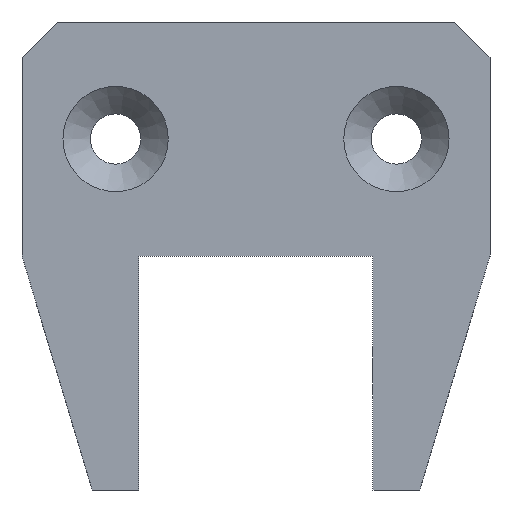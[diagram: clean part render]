
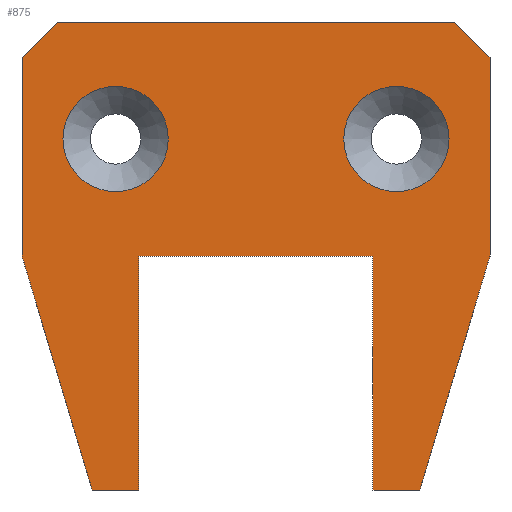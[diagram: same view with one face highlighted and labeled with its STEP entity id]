
A CAD part, left-side view. The second image highlights one B-rep face of the part: STEP entity #875.
In plain terms, the highlighted planar face has unit normal (-1, 0, 0).
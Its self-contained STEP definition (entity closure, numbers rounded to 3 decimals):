
#35=CIRCLE('',#941,4.5);
#37=CIRCLE('',#945,4.5);
#204=ORIENTED_EDGE('',*,*,#382,.F.);
#205=ORIENTED_EDGE('',*,*,#378,.F.);
#206=ORIENTED_EDGE('',*,*,#392,.F.);
#207=ORIENTED_EDGE('',*,*,#391,.F.);
#208=ORIENTED_EDGE('',*,*,#388,.F.);
#209=ORIENTED_EDGE('',*,*,#332,.F.);
#210=ORIENTED_EDGE('',*,*,#340,.T.);
#211=ORIENTED_EDGE('',*,*,#329,.T.);
#212=ORIENTED_EDGE('',*,*,#318,.T.);
#213=ORIENTED_EDGE('',*,*,#324,.T.);
#214=ORIENTED_EDGE('',*,*,#313,.T.);
#215=ORIENTED_EDGE('',*,*,#285,.T.);
#216=ORIENTED_EDGE('',*,*,#349,.T.);
#217=ORIENTED_EDGE('',*,*,#334,.T.);
#285=EDGE_CURVE('',#408,#407,#483,.T.);
#313=EDGE_CURVE('',#431,#408,#506,.T.);
#318=EDGE_CURVE('',#434,#435,#510,.T.);
#324=EDGE_CURVE('',#435,#431,#516,.T.);
#329=EDGE_CURVE('',#438,#434,#521,.T.);
#332=EDGE_CURVE('',#443,#442,#524,.T.);
#334=EDGE_CURVE('',#445,#444,#526,.T.);
#340=EDGE_CURVE('',#443,#438,#532,.T.);
#349=EDGE_CURVE('',#407,#445,#541,.T.);
#378=EDGE_CURVE('',#472,#472,#35,.T.);
#382=EDGE_CURVE('',#474,#474,#37,.T.);
#388=EDGE_CURVE('',#442,#477,#570,.T.);
#391=EDGE_CURVE('',#477,#478,#573,.T.);
#392=EDGE_CURVE('',#478,#444,#574,.T.);
#407=VERTEX_POINT('',#1205);
#408=VERTEX_POINT('',#1207);
#431=VERTEX_POINT('',#1263);
#434=VERTEX_POINT('',#1272);
#435=VERTEX_POINT('',#1273);
#438=VERTEX_POINT('',#1286);
#442=VERTEX_POINT('',#1296);
#443=VERTEX_POINT('',#1298);
#444=VERTEX_POINT('',#1302);
#445=VERTEX_POINT('',#1304);
#472=VERTEX_POINT('',#1388);
#474=VERTEX_POINT('',#1396);
#477=VERTEX_POINT('',#1408);
#478=VERTEX_POINT('',#1412);
#483=LINE('',#1206,#589);
#506=LINE('',#1262,#612);
#510=LINE('',#1271,#616);
#516=LINE('',#1283,#622);
#521=LINE('',#1293,#627);
#524=LINE('',#1299,#630);
#526=LINE('',#1303,#632);
#532=LINE('',#1315,#638);
#541=LINE('',#1330,#647);
#570=LINE('',#1407,#676);
#573=LINE('',#1413,#679);
#574=LINE('',#1415,#680);
#589=VECTOR('',#972,1000.);
#612=VECTOR('',#1015,1000.);
#616=VECTOR('',#1023,1000.);
#622=VECTOR('',#1033,1000.);
#627=VECTOR('',#1040,1000.);
#630=VECTOR('',#1045,1000.);
#632=VECTOR('',#1049,1000.);
#638=VECTOR('',#1059,1000.);
#647=VECTOR('',#1070,1000.);
#676=VECTOR('',#1149,1000.);
#679=VECTOR('',#1154,1000.);
#680=VECTOR('',#1157,1000.);
#731=EDGE_LOOP('',(#204));
#732=EDGE_LOOP('',(#205));
#733=EDGE_LOOP('',(#206,#207,#208,#209,#210,#211,#212,#213,#214,#215,#216,
#217));
#789=FACE_BOUND('',#731,.T.);
#790=FACE_BOUND('',#732,.T.);
#791=FACE_BOUND('',#733,.T.);
#831=PLANE('',#950);
#875=ADVANCED_FACE('',(#789,#790,#791),#831,.T.);
#941=AXIS2_PLACEMENT_3D('',#1387,#1126,#1127);
#945=AXIS2_PLACEMENT_3D('',#1395,#1136,#1137);
#950=AXIS2_PLACEMENT_3D('',#1414,#1155,#1156);
#972=DIRECTION('',(0.,-1.,0.));
#1015=DIRECTION('',(0.,0.,-1.));
#1023=DIRECTION('',(0.,0.,1.));
#1033=DIRECTION('',(0.,-1.,0.));
#1040=DIRECTION('',(0.,-1.,0.));
#1045=DIRECTION('',(0.,0.,1.));
#1049=DIRECTION('',(0.,0.,1.));
#1059=DIRECTION('',(0.,-0.287,-0.958));
#1070=DIRECTION('',(0.,-0.287,0.958));
#1126=DIRECTION('',(-1.,0.,0.));
#1127=DIRECTION('',(0.,1.,0.));
#1136=DIRECTION('',(-1.,0.,0.));
#1137=DIRECTION('',(0.,1.,0.));
#1149=DIRECTION('',(0.,-0.707,0.707));
#1154=DIRECTION('',(0.,-1.,0.));
#1155=DIRECTION('',(-1.,0.,0.));
#1156=DIRECTION('',(0.,-1.,0.));
#1157=DIRECTION('',(0.,-0.707,-0.707));
#1205=CARTESIAN_POINT('',(0.,6.,0.));
#1206=CARTESIAN_POINT('',(0.,40.,0.));
#1207=CARTESIAN_POINT('',(0.,10.,0.));
#1262=CARTESIAN_POINT('',(0.,10.,0.));
#1263=CARTESIAN_POINT('',(0.,10.,20.));
#1271=CARTESIAN_POINT('',(0.,30.,10.));
#1272=CARTESIAN_POINT('',(0.,30.,0.));
#1273=CARTESIAN_POINT('',(0.,30.,20.));
#1283=CARTESIAN_POINT('',(0.,25.,20.));
#1286=CARTESIAN_POINT('',(0.,34.,0.));
#1293=CARTESIAN_POINT('',(0.,40.,0.));
#1296=CARTESIAN_POINT('',(0.,40.,37.));
#1298=CARTESIAN_POINT('',(0.,40.,20.));
#1299=CARTESIAN_POINT('',(0.,40.,0.));
#1302=CARTESIAN_POINT('',(0.,0.,37.));
#1303=CARTESIAN_POINT('',(0.,0.,0.));
#1304=CARTESIAN_POINT('',(0.,0.,20.));
#1315=CARTESIAN_POINT('',(0.,34.248,0.826));
#1330=CARTESIAN_POINT('',(0.,4.404,5.321));
#1387=CARTESIAN_POINT('',(0.,32.,30.));
#1388=CARTESIAN_POINT('',(0.,27.5,30.));
#1395=CARTESIAN_POINT('',(0.,8.,30.));
#1396=CARTESIAN_POINT('',(0.,3.5,30.));
#1407=CARTESIAN_POINT('',(0.,48.5,28.5));
#1408=CARTESIAN_POINT('',(0.,37.,40.));
#1412=CARTESIAN_POINT('',(0.,3.,40.));
#1413=CARTESIAN_POINT('',(0.,40.,40.));
#1414=CARTESIAN_POINT('',(0.,40.,0.));
#1415=CARTESIAN_POINT('',(0.,1.5,38.5));
